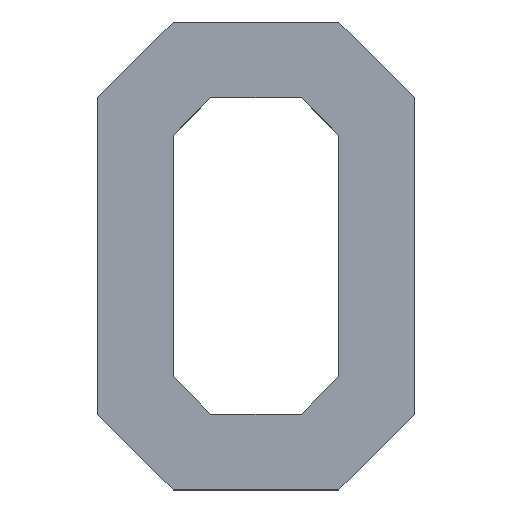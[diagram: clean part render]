
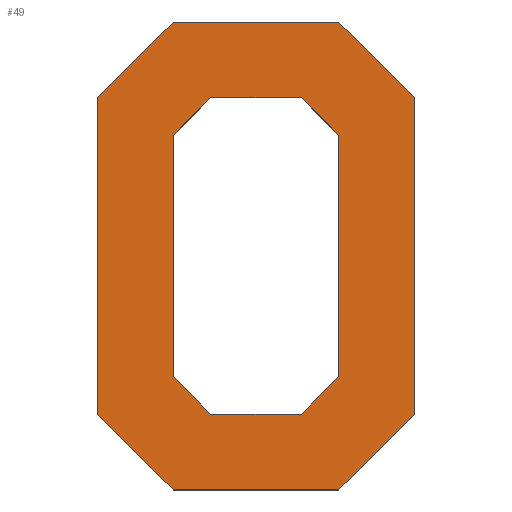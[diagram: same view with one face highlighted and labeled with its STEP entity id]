
A CAD part, top view. The second image highlights one B-rep face of the part: STEP entity #49.
In plain terms, the highlighted planar face has unit normal (0, 0, 1).
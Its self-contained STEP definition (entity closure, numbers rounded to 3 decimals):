
#49=ADVANCED_FACE('',(#75,#77),#79,.T.);
#75=FACE_BOUND('',#76,.T.);
#76=EDGE_LOOP('',(#212,#213,#214,#215,#216,#217,#218,#219));
#77=FACE_BOUND('',#78,.T.);
#78=EDGE_LOOP('',(#220,#221,#222,#223,#224,#225,#226,#227));
#79=PLANE('',#80);
#80=AXIS2_PLACEMENT_3D('',#81,#82,#83);
#81=CARTESIAN_POINT('',(0.,0.,3.));
#82=DIRECTION('',(0.,0.,1.));
#83=DIRECTION('',(-1.,0.,0.));
#212=ORIENTED_EDGE('',*,*,#308,.F.);
#213=ORIENTED_EDGE('',*,*,#309,.T.);
#214=ORIENTED_EDGE('',*,*,#310,.F.);
#215=ORIENTED_EDGE('',*,*,#311,.T.);
#216=ORIENTED_EDGE('',*,*,#312,.F.);
#217=ORIENTED_EDGE('',*,*,#313,.T.);
#218=ORIENTED_EDGE('',*,*,#314,.F.);
#219=ORIENTED_EDGE('',*,*,#315,.T.);
#220=ORIENTED_EDGE('',*,*,#316,.F.);
#221=ORIENTED_EDGE('',*,*,#317,.T.);
#222=ORIENTED_EDGE('',*,*,#318,.F.);
#223=ORIENTED_EDGE('',*,*,#319,.T.);
#224=ORIENTED_EDGE('',*,*,#320,.F.);
#225=ORIENTED_EDGE('',*,*,#321,.T.);
#226=ORIENTED_EDGE('',*,*,#322,.F.);
#227=ORIENTED_EDGE('',*,*,#323,.T.);
#308=EDGE_CURVE('',#372,#373,#374,.F.);
#309=EDGE_CURVE('',#372,#375,#376,.T.);
#310=EDGE_CURVE('',#377,#375,#378,.F.);
#311=EDGE_CURVE('',#377,#379,#380,.T.);
#312=EDGE_CURVE('',#381,#379,#382,.F.);
#313=EDGE_CURVE('',#381,#383,#384,.T.);
#314=EDGE_CURVE('',#385,#383,#386,.F.);
#315=EDGE_CURVE('',#385,#373,#387,.T.);
#316=EDGE_CURVE('',#388,#389,#390,.F.);
#317=EDGE_CURVE('',#388,#391,#392,.F.);
#318=EDGE_CURVE('',#393,#391,#394,.F.);
#319=EDGE_CURVE('',#393,#395,#396,.F.);
#320=EDGE_CURVE('',#397,#395,#398,.F.);
#321=EDGE_CURVE('',#397,#399,#400,.F.);
#322=EDGE_CURVE('',#401,#399,#402,.F.);
#323=EDGE_CURVE('',#401,#389,#403,.F.);
#372=VERTEX_POINT('',#484);
#373=VERTEX_POINT('',#485);
#374=LINE('',#486,#487);
#375=VERTEX_POINT('',#489);
#376=LINE('',#490,#491);
#377=VERTEX_POINT('',#493);
#378=LINE('',#494,#495);
#379=VERTEX_POINT('',#497);
#380=LINE('',#498,#499);
#381=VERTEX_POINT('',#501);
#382=LINE('',#502,#503);
#383=VERTEX_POINT('',#505);
#384=LINE('',#506,#507);
#385=VERTEX_POINT('',#509);
#386=LINE('',#510,#511);
#387=LINE('',#513,#514);
#388=VERTEX_POINT('',#516);
#389=VERTEX_POINT('',#517);
#390=LINE('',#518,#519);
#391=VERTEX_POINT('',#521);
#392=LINE('',#522,#523);
#393=VERTEX_POINT('',#525);
#394=LINE('',#526,#527);
#395=VERTEX_POINT('',#529);
#396=LINE('',#530,#531);
#397=VERTEX_POINT('',#533);
#398=LINE('',#534,#535);
#399=VERTEX_POINT('',#537);
#400=LINE('',#538,#539);
#401=VERTEX_POINT('',#541);
#402=LINE('',#542,#543);
#403=LINE('',#545,#546);
#484=CARTESIAN_POINT('',(-1.1,-3.1,3.));
#485=CARTESIAN_POINT('',(-2.1,-2.1,3.));
#486=CARTESIAN_POINT('',(-2.1,-2.1,3.));
#487=VECTOR('',#488,1.);
#488=DIRECTION('',(0.707,-0.707,0.));
#489=CARTESIAN_POINT('',(1.1,-3.1,3.));
#490=CARTESIAN_POINT('',(-1.1,-3.1,3.));
#491=VECTOR('',#492,1.);
#492=DIRECTION('',(1.,0.,0.));
#493=CARTESIAN_POINT('',(2.1,-2.1,3.));
#494=CARTESIAN_POINT('',(1.1,-3.1,3.));
#495=VECTOR('',#496,1.);
#496=DIRECTION('',(0.707,0.707,0.));
#497=CARTESIAN_POINT('',(2.1,2.1,3.));
#498=CARTESIAN_POINT('',(2.1,-2.1,3.));
#499=VECTOR('',#500,1.);
#500=DIRECTION('',(0.,1.,0.));
#501=CARTESIAN_POINT('',(1.1,3.1,3.));
#502=CARTESIAN_POINT('',(2.1,2.1,3.));
#503=VECTOR('',#504,1.);
#504=DIRECTION('',(-0.707,0.707,0.));
#505=CARTESIAN_POINT('',(-1.1,3.1,3.));
#506=CARTESIAN_POINT('',(1.1,3.1,3.));
#507=VECTOR('',#508,1.);
#508=DIRECTION('',(-1.,0.,0.));
#509=CARTESIAN_POINT('',(-2.1,2.1,3.));
#510=CARTESIAN_POINT('',(-1.1,3.1,3.));
#511=VECTOR('',#512,1.);
#512=DIRECTION('',(-0.707,-0.707,0.));
#513=CARTESIAN_POINT('',(-2.1,2.1,3.));
#514=VECTOR('',#515,1.);
#515=DIRECTION('',(0.,-1.,0.));
#516=CARTESIAN_POINT('',(-1.1,-1.6,3.));
#517=CARTESIAN_POINT('',(-0.6,-2.1,3.));
#518=CARTESIAN_POINT('',(-0.6,-2.1,3.));
#519=VECTOR('',#520,1.);
#520=DIRECTION('',(-0.707,0.707,0.));
#521=CARTESIAN_POINT('',(-1.1,1.6,3.));
#522=CARTESIAN_POINT('',(-1.1,1.6,3.));
#523=VECTOR('',#524,1.);
#524=DIRECTION('',(0.,-1.,0.));
#525=CARTESIAN_POINT('',(-0.6,2.1,3.));
#526=CARTESIAN_POINT('',(-1.1,1.6,3.));
#527=VECTOR('',#528,1.);
#528=DIRECTION('',(0.707,0.707,0.));
#529=CARTESIAN_POINT('',(0.6,2.1,3.));
#530=CARTESIAN_POINT('',(0.6,2.1,3.));
#531=VECTOR('',#532,1.);
#532=DIRECTION('',(-1.,0.,0.));
#533=CARTESIAN_POINT('',(1.1,1.6,3.));
#534=CARTESIAN_POINT('',(0.6,2.1,3.));
#535=VECTOR('',#536,1.);
#536=DIRECTION('',(0.707,-0.707,0.));
#537=CARTESIAN_POINT('',(1.1,-1.6,3.));
#538=CARTESIAN_POINT('',(1.1,-1.6,3.));
#539=VECTOR('',#540,1.);
#540=DIRECTION('',(0.,1.,0.));
#541=CARTESIAN_POINT('',(0.6,-2.1,3.));
#542=CARTESIAN_POINT('',(1.1,-1.6,3.));
#543=VECTOR('',#544,1.);
#544=DIRECTION('',(-0.707,-0.707,0.));
#545=CARTESIAN_POINT('',(-0.6,-2.1,3.));
#546=VECTOR('',#547,1.);
#547=DIRECTION('',(1.,0.,0.));
